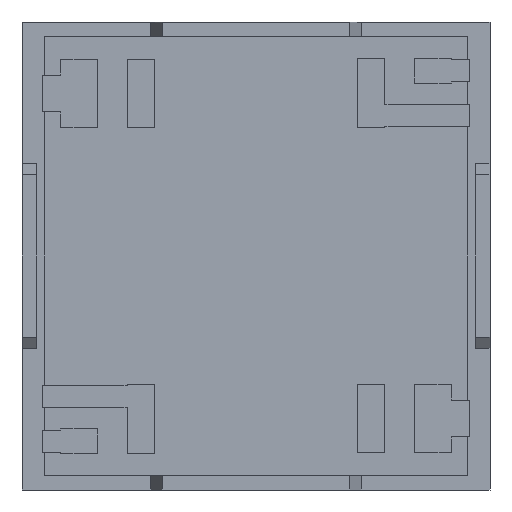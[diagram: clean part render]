
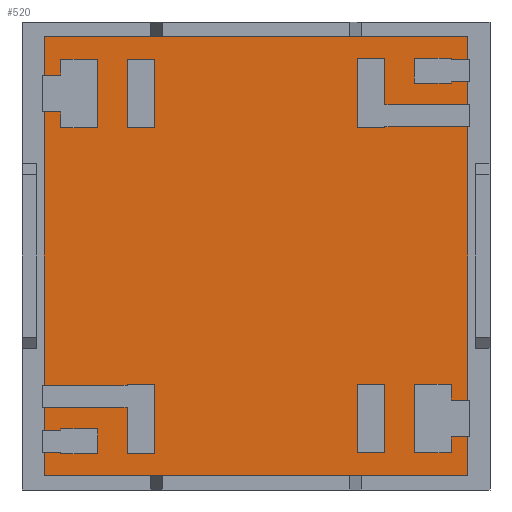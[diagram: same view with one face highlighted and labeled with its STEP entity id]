
A CAD part, front view. The second image highlights one B-rep face of the part: STEP entity #520.
In plain terms, the highlighted planar face has unit normal (0, -1, 0).
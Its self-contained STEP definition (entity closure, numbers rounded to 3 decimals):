
#41 = VERTEX_POINT ( 'NONE', #270 ) ;
#89 = EDGE_LOOP ( 'NONE', ( #397, #408, #407, #394 ) ) ;
#209 = DIRECTION ( 'NONE',  ( 0., 0., -1. ) ) ;
#270 = CARTESIAN_POINT ( 'NONE',  ( 5.75, 0., -5.95 ) ) ;
#358 = CARTESIAN_POINT ( 'NONE',  ( -5.75, 0., -5.95 ) ) ;
#361 = CARTESIAN_POINT ( 'NONE',  ( -5.75, 0., 5.95 ) ) ;
#364 = DIRECTION ( 'NONE',  ( -1., 0., 0. ) ) ;
#366 = DIRECTION ( 'NONE',  ( 0., 0., 1. ) ) ;
#367 = CARTESIAN_POINT ( 'NONE',  ( -5.75, 0., 5.95 ) ) ;
#375 = DIRECTION ( 'NONE',  ( 1., 0., 0. ) ) ;
#381 = CARTESIAN_POINT ( 'NONE',  ( 5.75, 0., 5.95 ) ) ;
#394 = ORIENTED_EDGE ( 'NONE', *, *, #466, .F. ) ;
#397 = ORIENTED_EDGE ( 'NONE', *, *, #478, .F. ) ;
#407 = ORIENTED_EDGE ( 'NONE', *, *, #467, .F. ) ;
#408 = ORIENTED_EDGE ( 'NONE', *, *, #472, .F. ) ;
#466 = EDGE_CURVE ( 'NONE', #41, #1443, #1615, .T. ) ;
#467 = EDGE_CURVE ( 'NONE', #1443, #1440, #1617, .T. ) ;
#472 = EDGE_CURVE ( 'NONE', #1440, #598, #1623, .T. ) ;
#478 = EDGE_CURVE ( 'NONE', #598, #41, #1638, .T. ) ;
#520 = ADVANCED_FACE ( 'NONE', ( #1690 ), #1858, .T. ) ;
#598 = VERTEX_POINT ( 'NONE', #1907 ) ;
#1440 = VERTEX_POINT ( 'NONE', #3509 ) ;
#1443 = VERTEX_POINT ( 'NONE', #3514 ) ;
#1615 = LINE ( 'NONE', #358, #1620 ) ;
#1617 = LINE ( 'NONE', #361, #1622 ) ;
#1620 = VECTOR ( 'NONE', #364, 1000. ) ;
#1622 = VECTOR ( 'NONE', #366, 1000. ) ;
#1623 = LINE ( 'NONE', #367, #1632 ) ;
#1632 = VECTOR ( 'NONE', #375, 1000. ) ;
#1638 = LINE ( 'NONE', #381, #1643 ) ;
#1643 = VECTOR ( 'NONE', #209, 1000. ) ;
#1690 = FACE_OUTER_BOUND ( 'NONE', #89, .T. ) ;
#1858 = PLANE ( 'NONE',  #2007 ) ;
#1859 = CARTESIAN_POINT ( 'NONE',  ( 0., 0., 0. ) ) ;
#1864 = DIRECTION ( 'NONE',  ( 0., -1., 0. ) ) ;
#1865 = DIRECTION ( 'NONE',  ( 0., 0., -1. ) ) ;
#1907 = CARTESIAN_POINT ( 'NONE',  ( 5.75, 0., 5.95 ) ) ;
#2007 = AXIS2_PLACEMENT_3D ( 'NONE', #1859, #1864, #1865 ) ;
#3509 = CARTESIAN_POINT ( 'NONE',  ( -5.75, 0., 5.95 ) ) ;
#3514 = CARTESIAN_POINT ( 'NONE',  ( -5.75, 0., -5.95 ) ) ;
